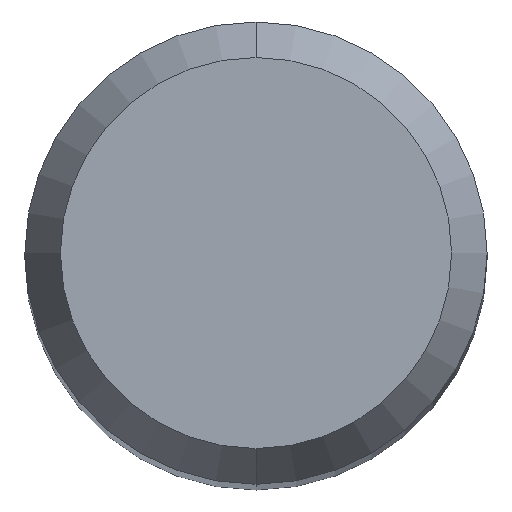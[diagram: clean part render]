
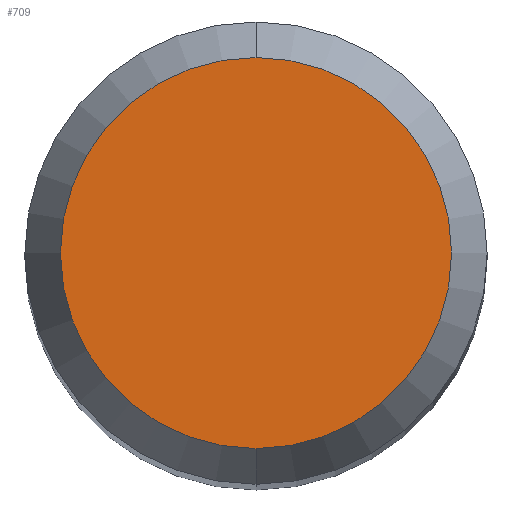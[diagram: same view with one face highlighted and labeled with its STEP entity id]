
A CAD part, top view. The second image highlights one B-rep face of the part: STEP entity #709.
In plain terms, the highlighted planar face has unit normal (0, 0, 1).
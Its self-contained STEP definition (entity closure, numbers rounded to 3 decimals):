
#709=ADVANCED_FACE('',(#1807),#1808,.T.);
#711=EDGE_CURVE('',#1207,#945,#1810,.T.);
#945=VERTEX_POINT('',#2070);
#1207=VERTEX_POINT('',#2352);
#1547=EDGE_CURVE('',#945,#1207,#2724,.T.);
#1807=FACE_OUTER_BOUND('',#3346,.T.);
#1808=PLANE('',#3347);
#1810=CIRCLE('',#3350,2.538);
#2070=CARTESIAN_POINT('',(0.,-2.538,0.0));
#2352=CARTESIAN_POINT('',(0.0,2.538,0.0));
#2724=CIRCLE('',#11627,2.538);
#3346=EDGE_LOOP('',(#12601,#12602));
#3347=AXIS2_PLACEMENT_3D('',#12603,#12604,#12605);
#3350=AXIS2_PLACEMENT_3D('',#12606,#12607,#12608);
#11627=AXIS2_PLACEMENT_3D('',#13636,#13637,#13638);
#12601=ORIENTED_EDGE('',*,*,#711,.F.);
#12602=ORIENTED_EDGE('',*,*,#1547,.F.);
#12603=CARTESIAN_POINT('',(0.0,1.269,0.0));
#12604=DIRECTION('',(-0.0,0.0,1.0));
#12605=DIRECTION('',(0.0,-1.0,0.0));
#12606=CARTESIAN_POINT('',(0.0,0.0,0.0));
#12607=DIRECTION('',(0.0,0.0,-1.0));
#12608=DIRECTION('',(0.0,1.0,0.0));
#13636=CARTESIAN_POINT('',(0.0,0.0,0.0));
#13637=DIRECTION('',(0.0,0.0,-1.0));
#13638=DIRECTION('',(0.0,1.0,0.0));
